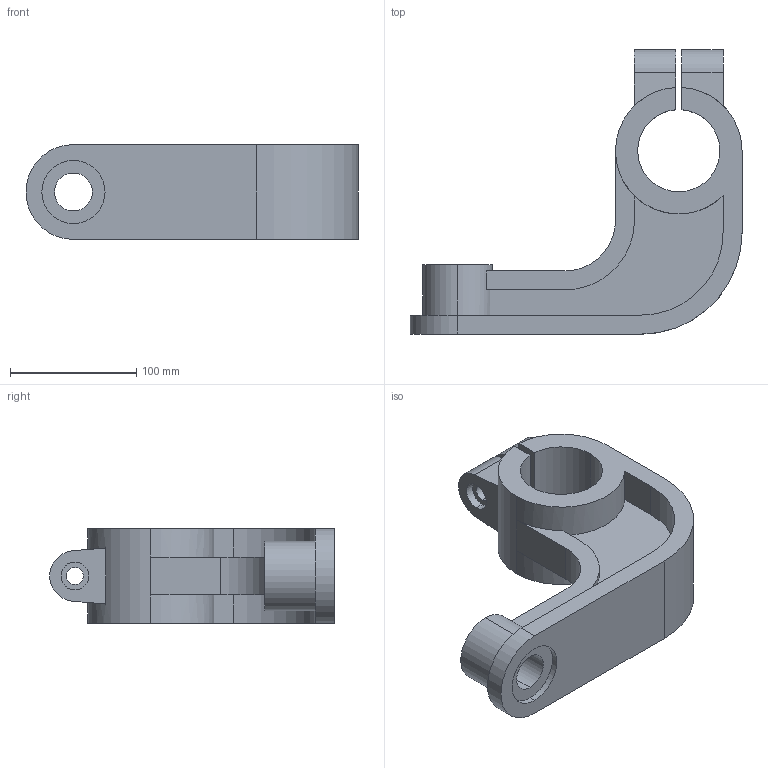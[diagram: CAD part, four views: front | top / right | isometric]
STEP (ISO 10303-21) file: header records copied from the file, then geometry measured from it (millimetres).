
FILE_DESCRIPTION (( 'STEP AP214' ), '1' );
FILE_NAME ('Part15.STEP', '2025-03-03T12:50:28', ( '' ), ( '' ), 'SwSTEP 2.0', 'SolidWorks 2024', '' );
FILE_SCHEMA (( 'AUTOMOTIVE_DESIGN' ));
Length unit declared in the file: millimetre
Products named in the file (1): Part15
Bounding box: 262.5 x 224.92 x 75 mm (x, y, z)
Volume: 1052560 mm3; surface area: 148790.6 mm2
Topology: 1 solids, 1 shells, 61 faces, 164 edges, 108 vertices
Faces by surface type: cylinder 30, plane 29, cone 2
Entity records: 1969 total; most frequent: DIRECTION 352, CARTESIAN_POINT 346, ORIENTED_EDGE 328, EDGE_CURVE 164, AXIS2_PLACEMENT_3D 130, VERTEX_POINT 108, LINE 92, VECTOR 92
